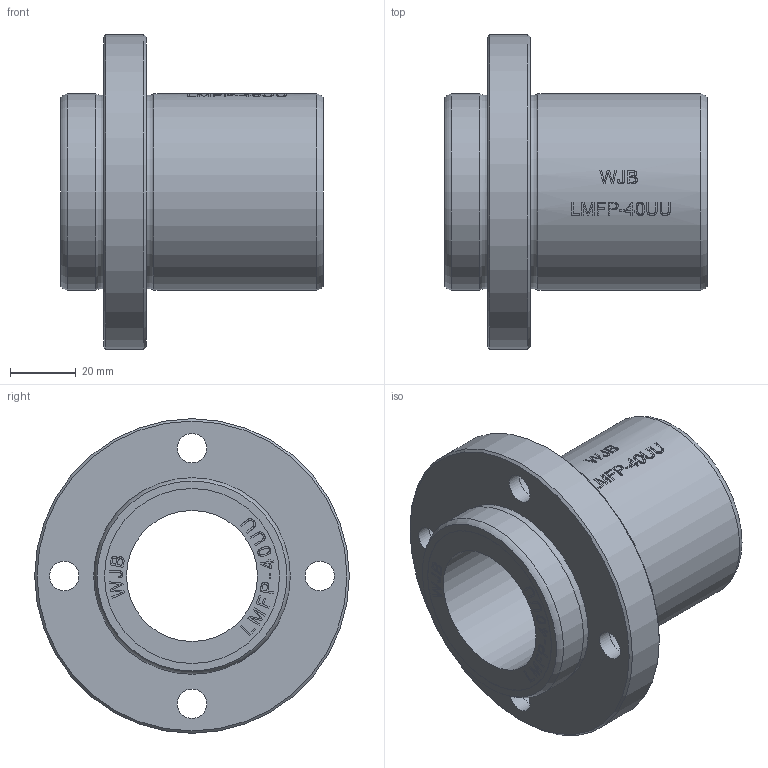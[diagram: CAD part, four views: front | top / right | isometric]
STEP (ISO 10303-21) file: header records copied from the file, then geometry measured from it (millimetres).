
FILE_DESCRIPTION(/* description */ (''),/* implementation_level */ '2;1');
FILE_NAME(/* name */ 'WJB-LMFP-40UU-2.stp',/* time_stamp */ '2019-01-26T19:15:29+08:00',/* author */ (''),/* organization */ (''),/* preprocessor_version */ 'ST-DEVELOPER v11',/* originating_system */ 'SIEMENS UGS NX 6.0',/* authorisation */ '');
FILE_SCHEMA (('AUTOMOTIVE_DESIGN { 1 0 10303 214 1 1 1 1 }'));
Length unit declared in the file: millimetre
Products named in the file (1): ROCK97E1xpmi
Bounding box: 80 x 96 x 96 mm (x, y, z)
Volume: 175572.6 mm3; surface area: 39770.5 mm2
Topology: 1 solids, 1 shells, 375 faces, 936 edges, 622 vertices
Faces by surface type: plane 248, extrusion 90, cylinder 31, torus 4, cone 2
Full cylindrical faces by diameter (mm): 9 x4, 14 x4, 40 x1, 53.4 x2, 60 x2, 96 x1
Entity records: 13707 total; most frequent: CARTESIAN_POINT 5283, ORIENTED_EDGE 1832, DIRECTION 1366, EDGE_CURVE 916, VERTEX_POINT 622, VECTOR 586, LINE 496, EDGE_LOOP 464
